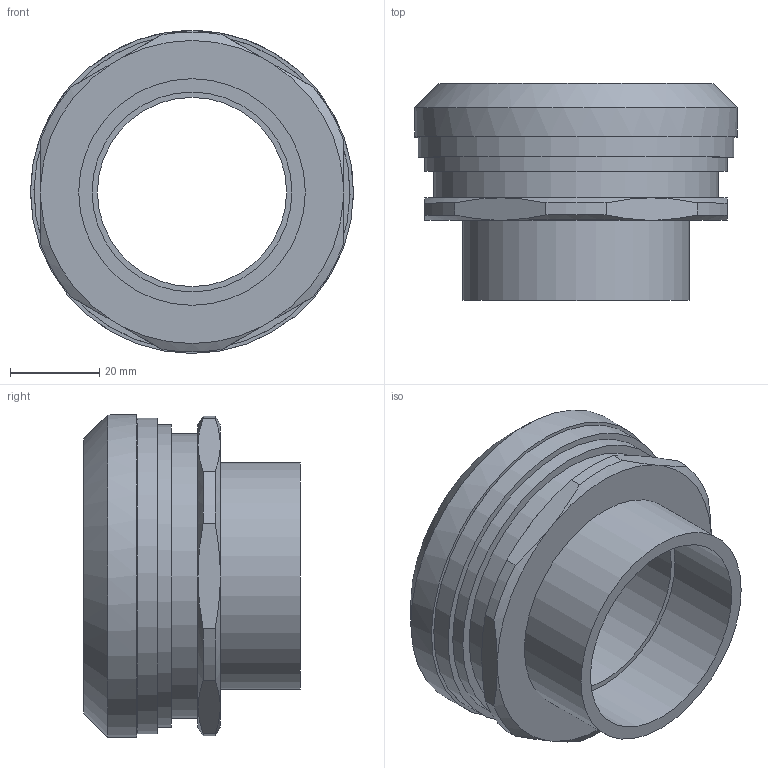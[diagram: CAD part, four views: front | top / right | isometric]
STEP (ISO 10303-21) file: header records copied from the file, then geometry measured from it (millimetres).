
FILE_DESCRIPTION(/* description */ (''),/* implementation_level */ '2;1');
FILE_NAME(/* name */ '',/* time_stamp */ '2025-10-07T17:01:33+07:00',/* author */ ('zeta-72'),/* organization */ (''),/* preprocessor_version */ 'ST-DEVELOPER v19.2',/* originating_system */ 'Autodesk Inventor 2024',/* authorisation */ '');
FILE_SCHEMA (('AUTOMOTIVE_DESIGN { 1 0 10303 214 3 1 1 }'));
Length unit declared in the file: millimetre
Products named in the file (1): Сборка МВВ-G
 1 1)2-МР50_Упростить_
1
Bounding box: 72.55 x 48.69 x 72.55 mm (x, y, z)
Volume: 53313.3 mm3; surface area: 31308 mm2
Topology: 1 solids, 1 shells, 45 faces, 98 edges, 63 vertices
Faces by surface type: plane 16, cylinder 15, cone 14
Full cylindrical faces by diameter (mm): 42.5 x1, 44.9 x1, 48 x1, 50.9 x1, 59 x1, 64 x1, 68 x1, 71 x1, 72.547 x1
Entity records: 1313 total; most frequent: CARTESIAN_POINT 255, DIRECTION 211, ORIENTED_EDGE 196, EDGE_CURVE 98, AXIS2_PLACEMENT_3D 91, VERTEX_POINT 63, EDGE_LOOP 55, FACE_OUTER_BOUND 45
